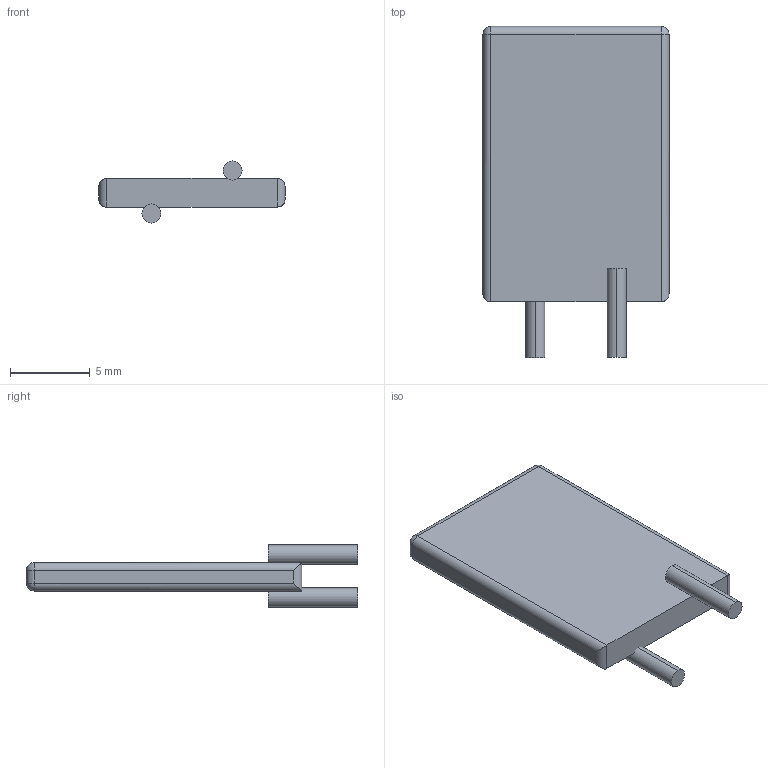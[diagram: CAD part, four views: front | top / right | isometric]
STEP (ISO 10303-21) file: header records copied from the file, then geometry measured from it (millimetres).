
FILE_DESCRIPTION (( 'STEP AP214' ), '1' );
FILE_NAME ('LP30-300.STEP', '2022-10-12T08:09:38', ( '' ), ( '' ), 'SwSTEP 2.0', 'SolidWorks 2017', '' );
FILE_SCHEMA (( 'AUTOMOTIVE_DESIGN' ));
Length unit declared in the file: millimetre
Products named in the file (1): LP30-300
Bounding box: 11.7 x 20.8 x 3.9 mm (x, y, z)
Volume: 371.8 mm3; surface area: 534.3 mm2
Topology: 3 solids, 3 shells, 28 faces, 54 edges, 28 vertices
Faces by surface type: cylinder 14, plane 10, sphere 4
Entity records: 718 total; most frequent: DIRECTION 124, CARTESIAN_POINT 119, ORIENTED_EDGE 100, EDGE_CURVE 50, AXIS2_PLACEMENT_3D 49, VERTEX_POINT 28, FACE_OUTER_BOUND 28, EDGE_LOOP 28
